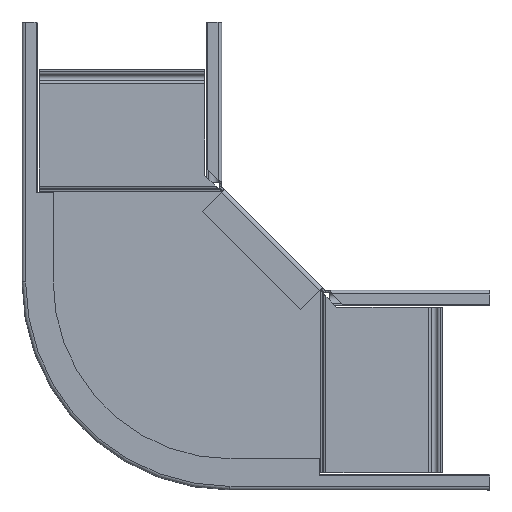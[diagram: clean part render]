
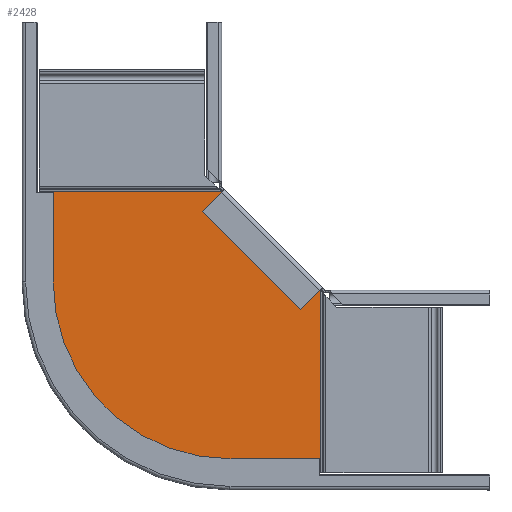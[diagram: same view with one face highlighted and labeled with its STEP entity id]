
A CAD part, front view. The second image highlights one B-rep face of the part: STEP entity #2428.
In plain terms, the highlighted planar face has unit normal (0, -1, 0).
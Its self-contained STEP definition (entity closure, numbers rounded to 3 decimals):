
#6 = ORIENTED_EDGE ( 'NONE', *, *, #5085, .F. ) ;
#124 = EDGE_CURVE ( 'NONE', #3395, #1902, #691, .T. ) ;
#305 = CARTESIAN_POINT ( 'NONE',  ( -117.912, -0.75, 23.412 ) ) ;
#349 = FACE_OUTER_BOUND ( 'NONE', #4875, .T. ) ;
#376 = CARTESIAN_POINT ( 'NONE',  ( -117.912, -0.75, -19.662 ) ) ;
#451 = DIRECTION ( 'NONE',  ( -1., 0., 0. ) ) ;
#488 = VERTEX_POINT ( 'NONE', #4045 ) ;
#551 = EDGE_CURVE ( 'NONE', #1902, #2500, #5346, .T. ) ;
#691 = LINE ( 'NONE', #4114, #2540 ) ;
#692 = VERTEX_POINT ( 'NONE', #958 ) ;
#765 = DIRECTION ( 'NONE',  ( 0., 1., 0. ) ) ;
#779 = ORIENTED_EDGE ( 'NONE', *, *, #1529, .T. ) ;
#802 = ORIENTED_EDGE ( 'NONE', *, *, #124, .F. ) ;
#814 = VERTEX_POINT ( 'NONE', #1434 ) ;
#825 = CARTESIAN_POINT ( 'NONE',  ( -117.912, -0.75, -19.662 ) ) ;
#840 = CARTESIAN_POINT ( 'NONE',  ( -19.662, -0.75, -19.662 ) ) ;
#853 = EDGE_CURVE ( 'NONE', #2500, #4334, #1828, .T. ) ;
#905 = DIRECTION ( 'NONE',  ( 0., 0., -1. ) ) ;
#939 = EDGE_CURVE ( 'NONE', #692, #5003, #2063, .T. ) ;
#954 = AXIS2_PLACEMENT_3D ( 'NONE', #840, #2059, #2440 ) ;
#958 = CARTESIAN_POINT ( 'NONE',  ( -19.662, -0.75, -117.912 ) ) ;
#1182 = ORIENTED_EDGE ( 'NONE', *, *, #551, .F. ) ;
#1206 = VECTOR ( 'NONE', #1610, 1000. ) ;
#1244 = CIRCLE ( 'NONE', #2584, 98.25 ) ;
#1265 = PLANE ( 'NONE',  #954 ) ;
#1386 = VECTOR ( 'NONE', #451, 1000. ) ;
#1434 = CARTESIAN_POINT ( 'NONE',  ( -111.412, -0.75, 24.071 ) ) ;
#1497 = CARTESIAN_POINT ( 'NONE',  ( 24.071, -0.75, -19.662 ) ) ;
#1529 = EDGE_CURVE ( 'NONE', #3395, #814, #5529, .T. ) ;
#1568 = DIRECTION ( 'NONE',  ( 0., 0., -1. ) ) ;
#1608 = ORIENTED_EDGE ( 'NONE', *, *, #3567, .T. ) ;
#1610 = DIRECTION ( 'NONE',  ( 1., 0., 0. ) ) ;
#1828 = LINE ( 'NONE', #3165, #5059 ) ;
#1895 = VECTOR ( 'NONE', #1568, 1000. ) ;
#1902 = VERTEX_POINT ( 'NONE', #2100 ) ;
#1944 = VERTEX_POINT ( 'NONE', #825 ) ;
#1991 = CARTESIAN_POINT ( 'NONE',  ( -111.412, -0.75, 75.912 ) ) ;
#1994 = VECTOR ( 'NONE', #3338, 1000. ) ;
#2059 = DIRECTION ( 'NONE',  ( 0., -1., 0. ) ) ;
#2063 = LINE ( 'NONE', #4970, #1206 ) ;
#2100 = CARTESIAN_POINT ( 'NONE',  ( 24.071, -0.75, -24.071 ) ) ;
#2108 = EDGE_CURVE ( 'NONE', #4334, #5003, #3902, .T. ) ;
#2191 = CARTESIAN_POINT ( 'NONE',  ( 24.071, -0.75, -111.412 ) ) ;
#2428 = ADVANCED_FACE ( 'NONE', ( #349 ), #1265, .T. ) ;
#2440 = DIRECTION ( 'NONE',  ( 0., 0., -1. ) ) ;
#2500 = VERTEX_POINT ( 'NONE', #2191 ) ;
#2540 = VECTOR ( 'NONE', #3774, 1000. ) ;
#2552 = CARTESIAN_POINT ( 'NONE',  ( -19.662, -0.75, 24.071 ) ) ;
#2584 = AXIS2_PLACEMENT_3D ( 'NONE', #5114, #765, #5062 ) ;
#2685 = CARTESIAN_POINT ( 'NONE',  ( -111.412, -0.75, 23.412 ) ) ;
#2722 = ORIENTED_EDGE ( 'NONE', *, *, #5393, .T. ) ;
#2780 = DIRECTION ( 'NONE',  ( -1., 0., 0. ) ) ;
#3165 = CARTESIAN_POINT ( 'NONE',  ( 75.912, -0.75, -111.412 ) ) ;
#3180 = ORIENTED_EDGE ( 'NONE', *, *, #939, .T. ) ;
#3203 = DIRECTION ( 'NONE',  ( 0., 0., -1. ) ) ;
#3338 = DIRECTION ( 'NONE',  ( 0., 0., 1. ) ) ;
#3395 = VERTEX_POINT ( 'NONE', #5145 ) ;
#3399 = EDGE_CURVE ( 'NONE', #692, #1944, #1244, .T. ) ;
#3567 = EDGE_CURVE ( 'NONE', #5225, #488, #3706, .T. ) ;
#3706 = LINE ( 'NONE', #305, #3834 ) ;
#3774 = DIRECTION ( 'NONE',  ( 0.707, 0., -0.707 ) ) ;
#3834 = VECTOR ( 'NONE', #4895, 1000. ) ;
#3842 = LINE ( 'NONE', #376, #1994 ) ;
#3902 = LINE ( 'NONE', #5278, #4890 ) ;
#3919 = ORIENTED_EDGE ( 'NONE', *, *, #3399, .F. ) ;
#4045 = CARTESIAN_POINT ( 'NONE',  ( -117.912, -0.75, 23.412 ) ) ;
#4114 = CARTESIAN_POINT ( 'NONE',  ( -12.021, -0.75, 12.021 ) ) ;
#4159 = VECTOR ( 'NONE', #3203, 1000. ) ;
#4334 = VERTEX_POINT ( 'NONE', #4631 ) ;
#4631 = CARTESIAN_POINT ( 'NONE',  ( 23.412, -0.75, -111.412 ) ) ;
#4875 = EDGE_LOOP ( 'NONE', ( #802, #779, #2722, #1608, #6, #3919, #3180, #5537, #5386, #1182 ) ) ;
#4890 = VECTOR ( 'NONE', #905, 1000. ) ;
#4895 = DIRECTION ( 'NONE',  ( -1., 0., 0. ) ) ;
#4970 = CARTESIAN_POINT ( 'NONE',  ( -19.662, -0.75, -117.912 ) ) ;
#4997 = CARTESIAN_POINT ( 'NONE',  ( 23.412, -0.75, -117.912 ) ) ;
#5003 = VERTEX_POINT ( 'NONE', #4997 ) ;
#5059 = VECTOR ( 'NONE', #2780, 1000. ) ;
#5062 = DIRECTION ( 'NONE',  ( 0., 0., -1. ) ) ;
#5085 = EDGE_CURVE ( 'NONE', #1944, #488, #3842, .T. ) ;
#5114 = CARTESIAN_POINT ( 'NONE',  ( -19.662, -0.75, -19.662 ) ) ;
#5145 = CARTESIAN_POINT ( 'NONE',  ( -24.071, -0.75, 24.071 ) ) ;
#5225 = VERTEX_POINT ( 'NONE', #2685 ) ;
#5278 = CARTESIAN_POINT ( 'NONE',  ( 23.412, -0.75, -117.912 ) ) ;
#5346 = LINE ( 'NONE', #1497, #4159 ) ;
#5358 = LINE ( 'NONE', #1991, #1895 ) ;
#5386 = ORIENTED_EDGE ( 'NONE', *, *, #853, .F. ) ;
#5393 = EDGE_CURVE ( 'NONE', #814, #5225, #5358, .T. ) ;
#5529 = LINE ( 'NONE', #2552, #1386 ) ;
#5537 = ORIENTED_EDGE ( 'NONE', *, *, #2108, .F. ) ;
